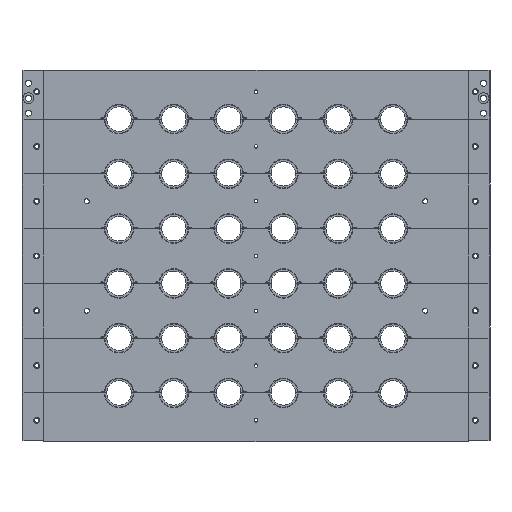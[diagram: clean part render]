
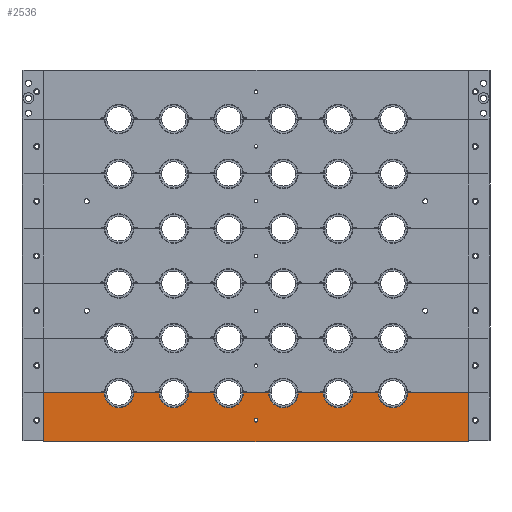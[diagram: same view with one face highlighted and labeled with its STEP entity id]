
A CAD part, top view. The second image highlights one B-rep face of the part: STEP entity #2536.
In plain terms, the highlighted planar face has unit normal (0, 0, 1).
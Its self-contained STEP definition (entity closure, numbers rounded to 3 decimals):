
#2536=ADVANCED_FACE('',(#6980,#6981),#6982,.F.);
#6980=FACE_OUTER_BOUND('',#11449,.T.);
#6981=FACE_BOUND('',#11450,.T.);
#6982=PLANE('',#11451);
#11449=EDGE_LOOP('',(#30801,#30802,#30803,#30804,#30805,#30806,#30807,#30808,#30809,#30810,#30811,#30812,#30813,#30814,#30815,#30816));
#11450=EDGE_LOOP('',(#30817,#30818,#30819));
#11451=AXIS2_PLACEMENT_3D('',#30820,#30821,#30822);
#30801=ORIENTED_EDGE('',*,*,#37485,.T.);
#30802=ORIENTED_EDGE('',*,*,#37475,.T.);
#30803=ORIENTED_EDGE('',*,*,#37486,.T.);
#30804=ORIENTED_EDGE('',*,*,#37487,.T.);
#30805=ORIENTED_EDGE('',*,*,#37488,.T.);
#30806=ORIENTED_EDGE('',*,*,#37489,.T.);
#30807=ORIENTED_EDGE('',*,*,#37401,.T.);
#30808=ORIENTED_EDGE('',*,*,#37394,.T.);
#30809=ORIENTED_EDGE('',*,*,#37391,.T.);
#30810=ORIENTED_EDGE('',*,*,#37389,.T.);
#30811=ORIENTED_EDGE('',*,*,#37380,.T.);
#30812=ORIENTED_EDGE('',*,*,#37419,.T.);
#30813=ORIENTED_EDGE('',*,*,#37490,.T.);
#30814=ORIENTED_EDGE('',*,*,#37437,.T.);
#30815=ORIENTED_EDGE('',*,*,#37491,.T.);
#30816=ORIENTED_EDGE('',*,*,#37456,.T.);
#30817=ORIENTED_EDGE('',*,*,#37377,.T.);
#30818=ORIENTED_EDGE('',*,*,#37301,.T.);
#30819=ORIENTED_EDGE('',*,*,#37378,.T.);
#30820=CARTESIAN_POINT('',(200.,264.684,149.65));
#30821=DIRECTION('',(0.0,0.0,-1.0));
#30822=DIRECTION('',(0.0,-1.0,0.0));
#37301=EDGE_CURVE('',#47964,#47961,#47965,.T.);
#37377=EDGE_CURVE('',#48094,#47964,#48095,.T.);
#37378=EDGE_CURVE('',#47961,#48094,#48096,.T.);
#37380=EDGE_CURVE('',#48100,#48097,#48101,.T.);
#37389=EDGE_CURVE('',#48116,#48100,#48117,.T.);
#37391=EDGE_CURVE('',#48119,#48116,#48120,.T.);
#37394=EDGE_CURVE('',#48123,#48119,#48124,.T.);
#37401=EDGE_CURVE('',#48136,#48123,#48137,.T.);
#37419=EDGE_CURVE('',#48097,#48161,#48163,.T.);
#37437=EDGE_CURVE('',#48194,#48192,#48195,.T.);
#37456=EDGE_CURVE('',#48227,#48225,#48228,.T.);
#37475=EDGE_CURVE('',#48260,#48258,#48261,.T.);
#37485=EDGE_CURVE('',#48225,#48260,#48276,.T.);
#37486=EDGE_CURVE('',#48258,#48277,#48278,.T.);
#37487=EDGE_CURVE('',#48277,#48279,#48280,.T.);
#37488=EDGE_CURVE('',#48279,#48281,#48282,.T.);
#37489=EDGE_CURVE('',#48281,#48136,#48283,.T.);
#37490=EDGE_CURVE('',#48161,#48194,#48284,.T.);
#37491=EDGE_CURVE('',#48192,#48227,#48285,.T.);
#47961=VERTEX_POINT('',#63633);
#47964=VERTEX_POINT('',#63637);
#47965=CIRCLE('',#63638,1.75);
#48094=VERTEX_POINT('',#63801);
#48095=CIRCLE('',#63802,1.75);
#48096=CIRCLE('',#63803,1.75);
#48097=VERTEX_POINT('',#63804);
#48100=VERTEX_POINT('',#63808);
#48101=LINE('',#63809,#63810);
#48116=VERTEX_POINT('',#63831);
#48117=CIRCLE('',#63832,14.819);
#48119=VERTEX_POINT('',#63835);
#48120=LINE('',#63836,#63837);
#48123=VERTEX_POINT('',#63842);
#48124=CIRCLE('',#63843,14.819);
#48136=VERTEX_POINT('',#63861);
#48137=LINE('',#63862,#63863);
#48161=VERTEX_POINT('',#63892);
#48163=CIRCLE('',#63895,14.819);
#48192=VERTEX_POINT('',#63930);
#48194=VERTEX_POINT('',#63933);
#48195=CIRCLE('',#63934,14.819);
#48225=VERTEX_POINT('',#63971);
#48227=VERTEX_POINT('',#63974);
#48228=CIRCLE('',#63975,14.819);
#48258=VERTEX_POINT('',#64012);
#48260=VERTEX_POINT('',#64015);
#48261=CIRCLE('',#64016,14.819);
#48276=LINE('',#64040,#64041);
#48277=VERTEX_POINT('',#64042);
#48278=LINE('',#64043,#64044);
#48279=VERTEX_POINT('',#64045);
#48280=LINE('',#64046,#64047);
#48281=VERTEX_POINT('',#64048);
#48282=LINE('',#64049,#64050);
#48283=LINE('',#64051,#64052);
#48284=LINE('',#64053,#64054);
#48285=LINE('',#64055,#64056);
#63633=CARTESIAN_POINT('',(335.,223.25,149.65));
#63637=CARTESIAN_POINT('',(335.,226.75,149.65));
#63638=AXIS2_PLACEMENT_3D('',#78374,#78375,#78376);
#63801=CARTESIAN_POINT('',(333.25,225.,149.65));
#63802=AXIS2_PLACEMENT_3D('',#78534,#78535,#78536);
#63803=AXIS2_PLACEMENT_3D('',#78537,#78538,#78539);
#63804=CARTESIAN_POINT('',(377.319,252.5,149.65));
#63808=CARTESIAN_POINT('',(402.681,252.5,149.65));
#63809=CARTESIAN_POINT('',(200.,252.5,149.65));
#63810=VECTOR('',#78541,1.0);
#63831=CARTESIAN_POINT('',(432.319,252.5,149.65));
#63832=AXIS2_PLACEMENT_3D('',#78554,#78555,#78556);
#63835=CARTESIAN_POINT('',(457.681,252.5,149.65));
#63836=CARTESIAN_POINT('',(200.,252.5,149.65));
#63837=VECTOR('',#78558,1.0);
#63842=CARTESIAN_POINT('',(487.319,252.5,149.65));
#63843=AXIS2_PLACEMENT_3D('',#78561,#78562,#78563);
#63861=CARTESIAN_POINT('',(548.25,252.5,149.65));
#63862=CARTESIAN_POINT('',(200.,252.5,149.65));
#63863=VECTOR('',#78570,1.0);
#63892=CARTESIAN_POINT('',(347.681,252.5,149.65));
#63895=AXIS2_PLACEMENT_3D('',#78610,#78611,#78612);
#63930=CARTESIAN_POINT('',(292.681,252.5,149.65));
#63933=CARTESIAN_POINT('',(322.319,252.5,149.65));
#63934=AXIS2_PLACEMENT_3D('',#78650,#78651,#78652);
#63971=CARTESIAN_POINT('',(237.681,252.5,149.65));
#63974=CARTESIAN_POINT('',(267.319,252.5,149.65));
#63975=AXIS2_PLACEMENT_3D('',#78691,#78692,#78693);
#64012=CARTESIAN_POINT('',(182.681,252.5,149.65));
#64015=CARTESIAN_POINT('',(212.319,252.5,149.65));
#64016=AXIS2_PLACEMENT_3D('',#78732,#78733,#78734);
#64040=CARTESIAN_POINT('',(200.,252.5,149.65));
#64041=VECTOR('',#78744,1.0);
#64042=CARTESIAN_POINT('',(121.75,252.5,149.65));
#64043=CARTESIAN_POINT('',(200.,252.5,149.65));
#64044=VECTOR('',#78745,1.0);
#64045=CARTESIAN_POINT('',(121.75,203.251,149.65));
#64046=CARTESIAN_POINT('',(121.75,264.684,149.65));
#64047=VECTOR('',#78746,1.0);
#64048=CARTESIAN_POINT('',(548.25,203.251,149.65));
#64049=CARTESIAN_POINT('',(200.,203.251,149.65));
#64050=VECTOR('',#78747,1.0);
#64051=CARTESIAN_POINT('',(548.25,264.684,149.65));
#64052=VECTOR('',#78748,1.0);
#64053=CARTESIAN_POINT('',(200.,252.5,149.65));
#64054=VECTOR('',#78749,1.0);
#64055=CARTESIAN_POINT('',(200.,252.5,149.65));
#64056=VECTOR('',#78750,1.0);
#78374=CARTESIAN_POINT('',(335.,225.,149.65));
#78375=DIRECTION('',(0.0,0.0,-1.0));
#78376=DIRECTION('',(-1.0,0.0,0.0));
#78534=CARTESIAN_POINT('',(335.,225.,149.65));
#78535=DIRECTION('',(0.0,0.0,-1.0));
#78536=DIRECTION('',(-1.0,0.0,0.0));
#78537=CARTESIAN_POINT('',(335.,225.,149.65));
#78538=DIRECTION('',(0.0,0.0,-1.0));
#78539=DIRECTION('',(-1.0,0.0,0.0));
#78541=DIRECTION('',(-1.0,0.0,0.0));
#78554=CARTESIAN_POINT('',(417.5,252.5,149.65));
#78555=DIRECTION('',(0.0,0.0,-1.0));
#78556=DIRECTION('',(1.0,0.0,0.0));
#78558=DIRECTION('',(-1.0,0.0,0.0));
#78561=CARTESIAN_POINT('',(472.5,252.5,149.65));
#78562=DIRECTION('',(0.0,0.0,-1.0));
#78563=DIRECTION('',(1.0,0.0,0.0));
#78570=DIRECTION('',(-1.0,0.0,0.0));
#78610=CARTESIAN_POINT('',(362.5,252.5,149.65));
#78611=DIRECTION('',(0.0,0.0,-1.0));
#78612=DIRECTION('',(1.0,0.0,0.0));
#78650=CARTESIAN_POINT('',(307.5,252.5,149.65));
#78651=DIRECTION('',(0.0,0.0,-1.0));
#78652=DIRECTION('',(1.0,0.0,0.0));
#78691=CARTESIAN_POINT('',(252.5,252.5,149.65));
#78692=DIRECTION('',(0.0,0.0,-1.0));
#78693=DIRECTION('',(1.0,0.0,0.0));
#78732=CARTESIAN_POINT('',(197.5,252.5,149.65));
#78733=DIRECTION('',(0.0,0.0,-1.0));
#78734=DIRECTION('',(1.0,0.0,0.0));
#78744=DIRECTION('',(-1.0,0.0,0.0));
#78745=DIRECTION('',(-1.0,0.0,0.0));
#78746=DIRECTION('',(0.,-1.0,0.0));
#78747=DIRECTION('',(1.0,0.,0.0));
#78748=DIRECTION('',(0.,1.0,0.0));
#78749=DIRECTION('',(-1.0,0.0,0.0));
#78750=DIRECTION('',(-1.0,0.0,0.0));
